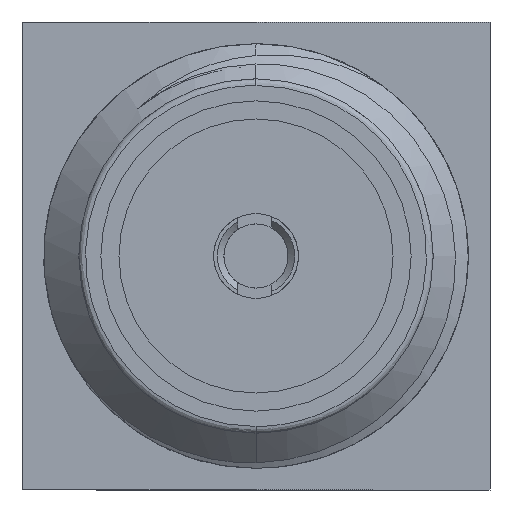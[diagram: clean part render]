
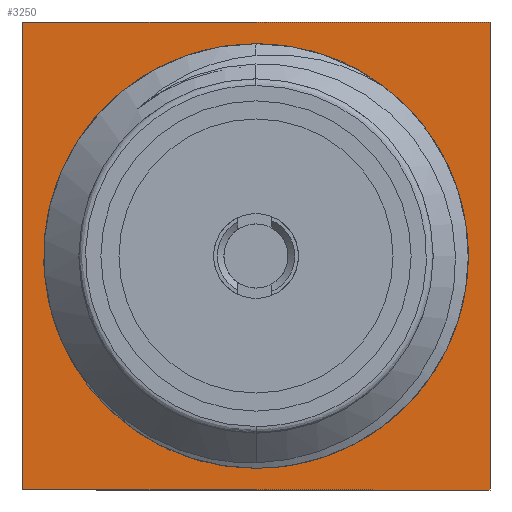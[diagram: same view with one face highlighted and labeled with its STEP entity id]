
A CAD part, left-side view. The second image highlights one B-rep face of the part: STEP entity #3250.
In plain terms, the highlighted planar face has unit normal (-1, 0, 0).
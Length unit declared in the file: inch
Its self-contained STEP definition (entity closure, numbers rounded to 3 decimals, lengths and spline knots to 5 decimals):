
#26 = CARTESIAN_POINT ( 'NONE',  ( 0.3063, 0., 0.10433 ) ) ;
#35 = FACE_OUTER_BOUND ( 'NONE', #1167, .T. ) ;
#66 = DIRECTION ( 'NONE',  ( 0., 0., -1. ) ) ;
#79 = CARTESIAN_POINT ( 'NONE',  ( 0.3063, 0.1378, 0.1378 ) ) ;
#140 = LINE ( 'NONE', #861, #2578 ) ;
#165 = ORIENTED_EDGE ( 'NONE', *, *, #480, .F. ) ;
#171 = EDGE_CURVE ( 'NONE', #2823, #3294, #1908, .T. ) ;
#317 = DIRECTION ( 'NONE',  ( 1., 0., 0. ) ) ;
#350 = VERTEX_POINT ( 'NONE', #79 ) ;
#364 = VERTEX_POINT ( 'NONE', #2660 ) ;
#389 = EDGE_CURVE ( 'NONE', #948, #364, #2742, .T. ) ;
#480 = EDGE_CURVE ( 'NONE', #2231, #350, #2420, .T. ) ;
#485 = FACE_BOUND ( 'NONE', #2945, .T. ) ;
#505 = CARTESIAN_POINT ( 'NONE',  ( 0.3063, 0., 0. ) ) ;
#568 = DIRECTION ( 'NONE',  ( 0., 0., 1. ) ) ;
#576 = DIRECTION ( 'NONE',  ( 0., 0., 1. ) ) ;
#649 = DIRECTION ( 'NONE',  ( 0., 0., -1. ) ) ;
#697 = DIRECTION ( 'NONE',  ( 0., 1., 0. ) ) ;
#714 = VECTOR ( 'NONE', #2692, 39.37008 ) ;
#861 = CARTESIAN_POINT ( 'NONE',  ( 0.3063, 0., 0.1378 ) ) ;
#948 = VERTEX_POINT ( 'NONE', #26 ) ;
#1004 = LINE ( 'NONE', #2520, #1085 ) ;
#1084 = CARTESIAN_POINT ( 'NONE',  ( 0.3063, 0., 0. ) ) ;
#1085 = VECTOR ( 'NONE', #697, 39.37008 ) ;
#1167 = EDGE_LOOP ( 'NONE', ( #165, #2283, #2121, #2530 ) ) ;
#1222 = ORIENTED_EDGE ( 'NONE', *, *, #389, .F. ) ;
#1275 = CARTESIAN_POINT ( 'NONE',  ( 0.3063, 0., 0. ) ) ;
#1324 = PLANE ( 'NONE',  #3279 ) ;
#1393 = CARTESIAN_POINT ( 'NONE',  ( 0.3063, -0.1378, 0. ) ) ;
#1401 = EDGE_CURVE ( 'NONE', #364, #948, #3159, .T. ) ;
#1449 = CARTESIAN_POINT ( 'NONE',  ( 0.3063, -0.1378, -0.1378 ) ) ;
#1772 = VECTOR ( 'NONE', #649, 39.37008 ) ;
#1799 = CARTESIAN_POINT ( 'NONE',  ( 0.3063, -0.1378, 0.1378 ) ) ;
#1843 = ORIENTED_EDGE ( 'NONE', *, *, #1401, .F. ) ;
#1876 = AXIS2_PLACEMENT_3D ( 'NONE', #1084, #2102, #576 ) ;
#1908 = LINE ( 'NONE', #1393, #1772 ) ;
#1910 = EDGE_CURVE ( 'NONE', #350, #2823, #140, .T. ) ;
#2102 = DIRECTION ( 'NONE',  ( -1., 0., 0. ) ) ;
#2121 = ORIENTED_EDGE ( 'NONE', *, *, #171, .F. ) ;
#2231 = VERTEX_POINT ( 'NONE', #2770 ) ;
#2275 = DIRECTION ( 'NONE',  ( -1., 0., 0. ) ) ;
#2283 = ORIENTED_EDGE ( 'NONE', *, *, #3082, .F. ) ;
#2411 = AXIS2_PLACEMENT_3D ( 'NONE', #505, #2275, #568 ) ;
#2420 = LINE ( 'NONE', #3190, #714 ) ;
#2520 = CARTESIAN_POINT ( 'NONE',  ( 0.3063, 0., -0.1378 ) ) ;
#2530 = ORIENTED_EDGE ( 'NONE', *, *, #1910, .F. ) ;
#2578 = VECTOR ( 'NONE', #2885, 39.37008 ) ;
#2660 = CARTESIAN_POINT ( 'NONE',  ( 0.3063, 0., -0.10433 ) ) ;
#2692 = DIRECTION ( 'NONE',  ( 0., 0., 1. ) ) ;
#2742 = CIRCLE ( 'NONE', #1876, 0.10433 ) ;
#2770 = CARTESIAN_POINT ( 'NONE',  ( 0.3063, 0.1378, -0.1378 ) ) ;
#2823 = VERTEX_POINT ( 'NONE', #1799 ) ;
#2885 = DIRECTION ( 'NONE',  ( 0., -1., 0. ) ) ;
#2945 = EDGE_LOOP ( 'NONE', ( #1222, #1843 ) ) ;
#3082 = EDGE_CURVE ( 'NONE', #3294, #2231, #1004, .T. ) ;
#3159 = CIRCLE ( 'NONE', #2411, 0.10433 ) ;
#3190 = CARTESIAN_POINT ( 'NONE',  ( 0.3063, 0.1378, 0. ) ) ;
#3250 = ADVANCED_FACE ( 'NONE', ( #485, #35 ), #1324, .F. ) ;
#3279 = AXIS2_PLACEMENT_3D ( 'NONE', #1275, #317, #66 ) ;
#3294 = VERTEX_POINT ( 'NONE', #1449 ) ;
